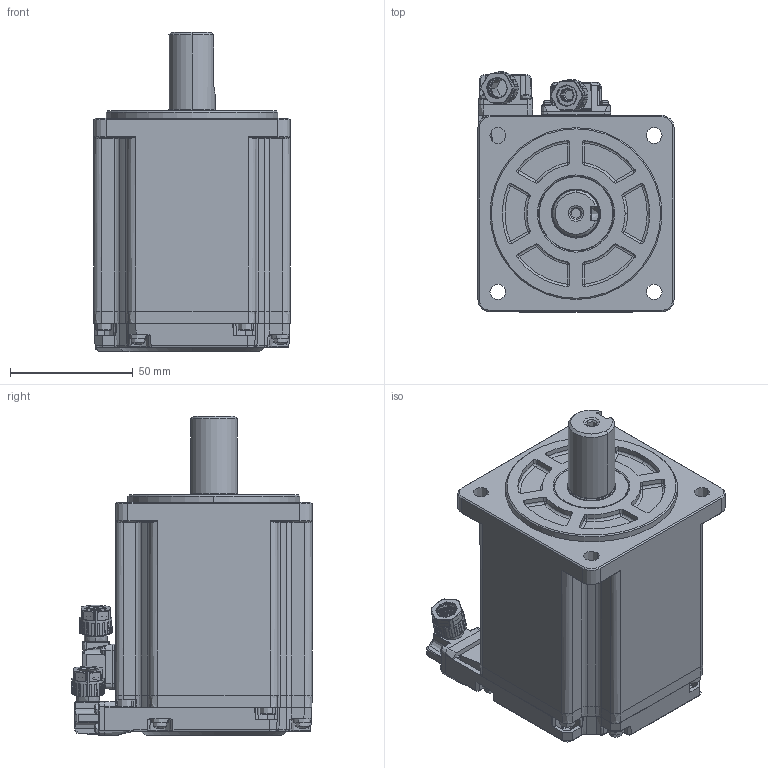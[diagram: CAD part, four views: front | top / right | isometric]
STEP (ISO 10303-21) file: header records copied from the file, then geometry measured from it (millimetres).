
FILE_DESCRIPTION (( 'STEP AP203' ), '1' );
FILE_NAME ('MS6S-80CM30B4-20P7.STEP', '2024-03-08T09:05:31', ( '' ), ( '' ), 'SwSTEP 2.0', 'SolidWorks 2022', '' );
FILE_SCHEMA (( 'CONFIG_CONTROL_DESIGN' ));
Products named in the file (1): MS6S-80CM30B4-20P7
Bounding box: 80 x 97.85 x 130 mm (x, y, z)
Surface area: 55189.6 mm2 (no closed solid volume)
Topology: 0 solids, 47 shells, 1376 faces, 4508 edges, 3027 vertices
Faces by surface type: plane 495, cylinder 477, bspline 145, cone 114, torus 97, sphere 48
Entity records: 63228 total; most frequent: CARTESIAN_POINT 26907, ORIENTED_EDGE 7529, DIRECTION 6920, EDGE_CURVE 4459, VERTEX_POINT 3015, AXIS2_PLACEMENT_3D 2605, VECTOR 1710, LINE 1710
